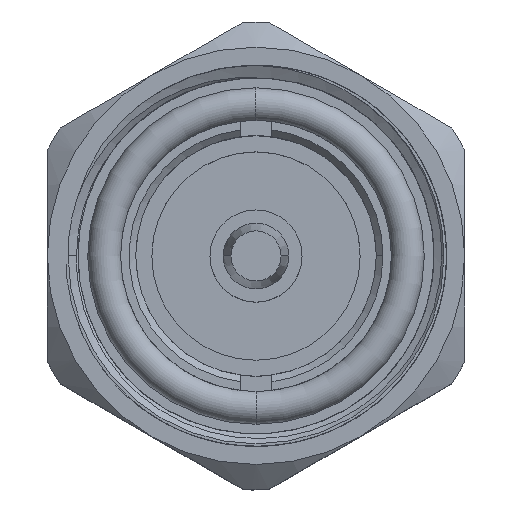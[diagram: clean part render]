
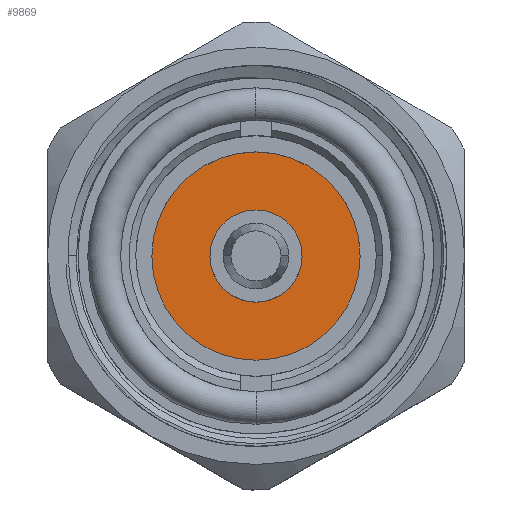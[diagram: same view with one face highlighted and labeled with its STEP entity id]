
A CAD part, top view. The second image highlights one B-rep face of the part: STEP entity #9869.
In plain terms, the highlighted face is planar.
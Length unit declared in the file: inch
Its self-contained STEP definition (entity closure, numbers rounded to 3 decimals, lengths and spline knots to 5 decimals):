
#345 = VERTEX_POINT ( 'NONE', #2904 ) ;
#445 = CIRCLE ( 'NONE', #2987, 0.138 ) ;
#499 = CARTESIAN_POINT ( 'NONE',  ( 0.563, 0., 0. ) ) ;
#607 = EDGE_CURVE ( 'NONE', #345, #10358, #445, .T. ) ;
#816 = ORIENTED_EDGE ( 'NONE', *, *, #4336, .T. ) ;
#936 = AXIS2_PLACEMENT_3D ( 'NONE', #1622, #1854, #7911 ) ;
#1622 = CARTESIAN_POINT ( 'NONE',  ( 0.563, 0., 0. ) ) ;
#1854 = DIRECTION ( 'NONE',  ( -1., 0., 0. ) ) ;
#1887 = CARTESIAN_POINT ( 'NONE',  ( 0.563, 0., 0. ) ) ;
#2377 = DIRECTION ( 'NONE',  ( -1., 0., 0. ) ) ;
#2904 = CARTESIAN_POINT ( 'NONE',  ( 0.563, 0., -0.138 ) ) ;
#2961 = CIRCLE ( 'NONE', #5511, 0.31201 ) ;
#2987 = AXIS2_PLACEMENT_3D ( 'NONE', #5841, #2377, #4794 ) ;
#3109 = FACE_OUTER_BOUND ( 'NONE', #4850, .T. ) ;
#4035 = FACE_BOUND ( 'NONE', #10628, .T. ) ;
#4336 = EDGE_CURVE ( 'NONE', #4757, #7197, #5839, .T. ) ;
#4757 = VERTEX_POINT ( 'NONE', #10163 ) ;
#4794 = DIRECTION ( 'NONE',  ( 0., 0., -1. ) ) ;
#4796 = CARTESIAN_POINT ( 'NONE',  ( 0.563, 0., 0. ) ) ;
#4850 = EDGE_LOOP ( 'NONE', ( #816, #9426 ) ) ;
#5511 = AXIS2_PLACEMENT_3D ( 'NONE', #4796, #8283, #10172 ) ;
#5839 = CIRCLE ( 'NONE', #936, 0.31201 ) ;
#5841 = CARTESIAN_POINT ( 'NONE',  ( 0.563, 0., 0. ) ) ;
#5858 = CARTESIAN_POINT ( 'NONE',  ( 0.563, 0., -0.31201 ) ) ;
#5999 = AXIS2_PLACEMENT_3D ( 'NONE', #1887, #7018, #9546 ) ;
#6206 = EDGE_CURVE ( 'NONE', #7197, #4757, #2961, .T. ) ;
#6599 = DIRECTION ( 'NONE',  ( 1., 0., 0. ) ) ;
#7018 = DIRECTION ( 'NONE',  ( -1., 0., 0. ) ) ;
#7197 = VERTEX_POINT ( 'NONE', #5858 ) ;
#7342 = PLANE ( 'NONE',  #10050 ) ;
#7911 = DIRECTION ( 'NONE',  ( 0., 0., -1. ) ) ;
#8144 = ORIENTED_EDGE ( 'NONE', *, *, #10893, .F. ) ;
#8283 = DIRECTION ( 'NONE',  ( -1., 0., 0. ) ) ;
#9334 = CARTESIAN_POINT ( 'NONE',  ( 0.563, 0., 0.138 ) ) ;
#9426 = ORIENTED_EDGE ( 'NONE', *, *, #6206, .T. ) ;
#9546 = DIRECTION ( 'NONE',  ( 0., 0., -1. ) ) ;
#9869 = ADVANCED_FACE ( 'NONE', ( #4035, #3109 ), #7342, .F. ) ;
#10050 = AXIS2_PLACEMENT_3D ( 'NONE', #499, #6599, #10161 ) ;
#10161 = DIRECTION ( 'NONE',  ( 0., 0., -1. ) ) ;
#10163 = CARTESIAN_POINT ( 'NONE',  ( 0.563, 0., 0.31201 ) ) ;
#10172 = DIRECTION ( 'NONE',  ( 0., 0., -1. ) ) ;
#10358 = VERTEX_POINT ( 'NONE', #9334 ) ;
#10385 = ORIENTED_EDGE ( 'NONE', *, *, #607, .F. ) ;
#10628 = EDGE_LOOP ( 'NONE', ( #10385, #8144 ) ) ;
#10893 = EDGE_CURVE ( 'NONE', #10358, #345, #10973, .T. ) ;
#10973 = CIRCLE ( 'NONE', #5999, 0.138 ) ;
